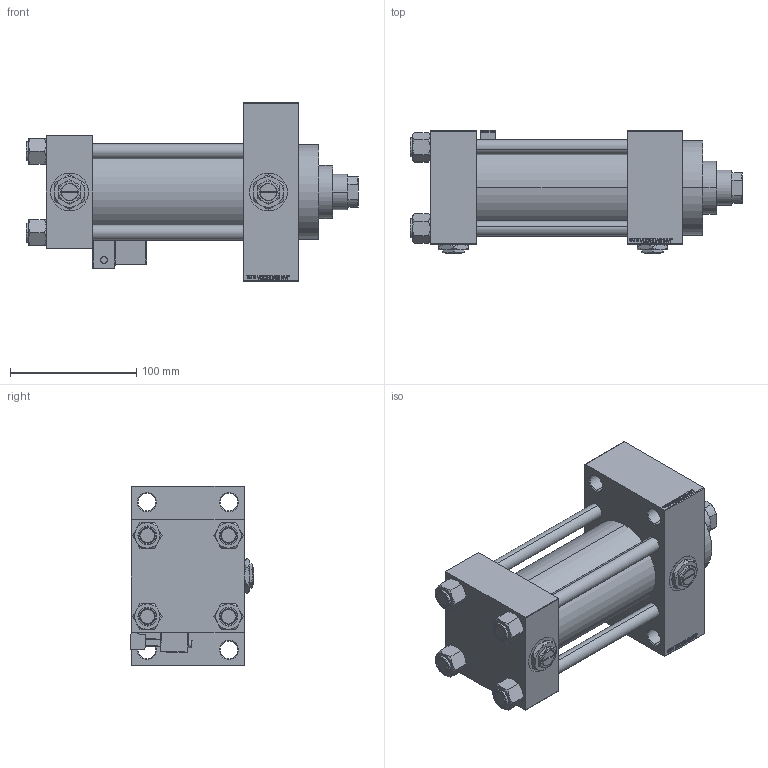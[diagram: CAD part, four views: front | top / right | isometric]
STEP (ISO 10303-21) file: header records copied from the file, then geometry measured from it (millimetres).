
FILE_DESCRIPTION (( 'STEP AP203' ), '1' );
FILE_NAME ('6a4b.STEP', '2024-11-04T13:05:20', ( '' ), ( '' ), 'SwSTEP 2.0', 'SolidWorks 2019', '' );
FILE_SCHEMA (( 'CONFIG_CONTROL_DESIGN' ));
Length unit declared in the file: millimetre
Products named in the file (8): Zatka_pro_OIL_PORT 0a01c2bf5032b2bbc721b7dafd1696c9; V215_VC_A 0a01c2bf5032b2bbc721b7dafd1696c9; NUT_M5_D 0a01c2bf5032b2bbc721b7dafd1696c9; V215CR_VCP_D 0a01c2bf5032b2bbc721b7dafd1696c9; 6a4b; V215CR_D_Body 0a01c2bf5032b2bbc721b7dafd1696c9; V215CR_MSU 0a01c2bf5032b2bbc721b7dafd1696c9; V215CR_D_TYCINKA 0a01c2bf5032b2bbc721b7dafd1696c9
Assembly tree (14 placements, depth 2):
  6a4b
    V215CR_D_Body 0a01c2bf5032b2bbc721b7dafd1696c9
    V215CR_VCP_D 0a01c2bf5032b2bbc721b7dafd1696c9
    NUT_M5_D 0a01c2bf5032b2bbc721b7dafd1696c9  x4
    V215CR_D_TYCINKA 0a01c2bf5032b2bbc721b7dafd1696c9  x4
    V215_VC_A 0a01c2bf5032b2bbc721b7dafd1696c9
    V215CR_MSU 0a01c2bf5032b2bbc721b7dafd1696c9
    Zatka_pro_OIL_PORT 0a01c2bf5032b2bbc721b7dafd1696c9  x2
Bounding box: 263 x 97.53 x 142 mm (x, y, z)
Volume: 1221541.1 mm3; surface area: 248578.1 mm2
Topology: 14 solids, 14 shells, 1282 faces, 3163 edges, 2017 vertices
Faces by surface type: plane 574, bspline 368, cone 184, cylinder 130, torus 14, sphere 12
Entity records: 51447 total; most frequent: CARTESIAN_POINT 26046, ORIENTED_EDGE 5602, DIRECTION 3843, EDGE_CURVE 2801, VERTEX_POINT 1815, LINE 1651, VECTOR 1651, EDGE_LOOP 1262
